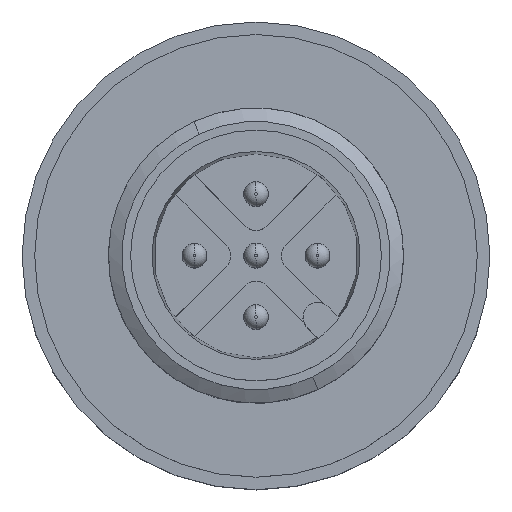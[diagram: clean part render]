
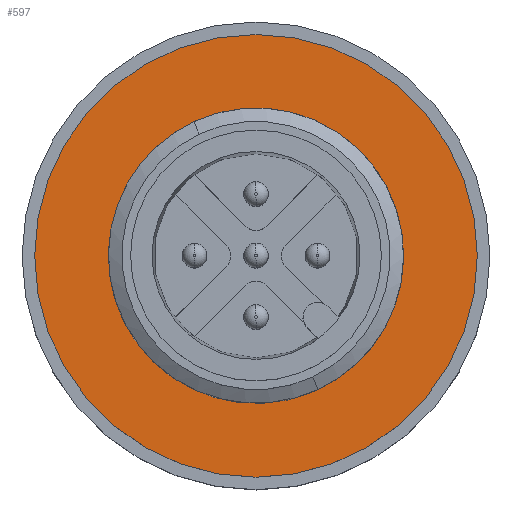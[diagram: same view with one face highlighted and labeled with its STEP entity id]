
A CAD part, top view. The second image highlights one B-rep face of the part: STEP entity #597.
In plain terms, the highlighted planar face has unit normal (0, 0, 1).
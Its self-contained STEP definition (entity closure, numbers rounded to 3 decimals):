
#597=ADVANCED_FACE('',(#1645,#1646),#1647,.T.);
#1645=FACE_OUTER_BOUND('',#3131,.T.);
#1646=FACE_BOUND('',#3132,.T.);
#1647=PLANE('',#3133);
#3131=EDGE_LOOP('',(#5137,#5138));
#3132=EDGE_LOOP('',(#5139,#5140));
#3133=AXIS2_PLACEMENT_3D('',#5141,#5142,#5143);
#5137=ORIENTED_EDGE('',*,*,#9576,.F.);
#5138=ORIENTED_EDGE('',*,*,#9580,.F.);
#5139=ORIENTED_EDGE('',*,*,#9581,.F.);
#5140=ORIENTED_EDGE('',*,*,#9582,.F.);
#5141=CARTESIAN_POINT('',(12.707,4.45,0.5));
#5142=DIRECTION('',(0.,0.,1.0));
#5143=DIRECTION('',(0.,1.0,0.));
#9576=EDGE_CURVE('',#11832,#11833,#11834,.T.);
#9580=EDGE_CURVE('',#11833,#11832,#11838,.T.);
#9581=EDGE_CURVE('',#11839,#11840,#11841,.T.);
#9582=EDGE_CURVE('',#11840,#11839,#11842,.T.);
#11832=VERTEX_POINT('',#15556);
#11833=VERTEX_POINT('',#15557);
#11834=CIRCLE('',#15558,9.0);
#11838=CIRCLE('',#15564,9.0);
#11839=VERTEX_POINT('',#15565);
#11840=VERTEX_POINT('',#15566);
#11841=CIRCLE('',#15567,5.45);
#11842=CIRCLE('',#15568,5.45);
#15556=CARTESIAN_POINT('',(10.,19.0,0.5));
#15557=CARTESIAN_POINT('',(10.,1.,0.5));
#15558=AXIS2_PLACEMENT_3D('',#20435,#20436,#20437);
#15564=AXIS2_PLACEMENT_3D('',#20440,#20441,#20442);
#15565=CARTESIAN_POINT('',(5.061,7.697,0.5));
#15566=CARTESIAN_POINT('',(14.939,12.303,0.5));
#15567=AXIS2_PLACEMENT_3D('',#20443,#20444,#20445);
#15568=AXIS2_PLACEMENT_3D('',#20446,#20447,#20448);
#20435=CARTESIAN_POINT('',(10.,10.,0.5));
#20436=DIRECTION('',(0.,0.,-1.0));
#20437=DIRECTION('',(0.,-1.0,0.));
#20440=CARTESIAN_POINT('',(10.,10.,0.5));
#20441=DIRECTION('',(0.,0.,-1.0));
#20442=DIRECTION('',(0.,-1.0,0.));
#20443=CARTESIAN_POINT('',(10.,10.,0.5));
#20444=DIRECTION('',(0.,0.,1.0));
#20445=DIRECTION('',(0.906,0.423,0.));
#20446=CARTESIAN_POINT('',(10.,10.,0.5));
#20447=DIRECTION('',(0.,0.,1.0));
#20448=DIRECTION('',(0.906,0.423,0.));
